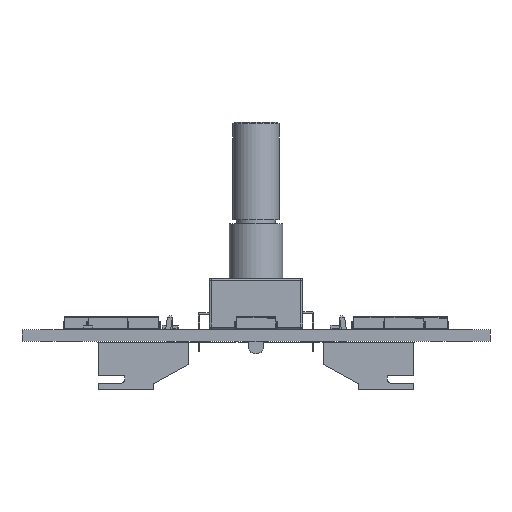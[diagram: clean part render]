
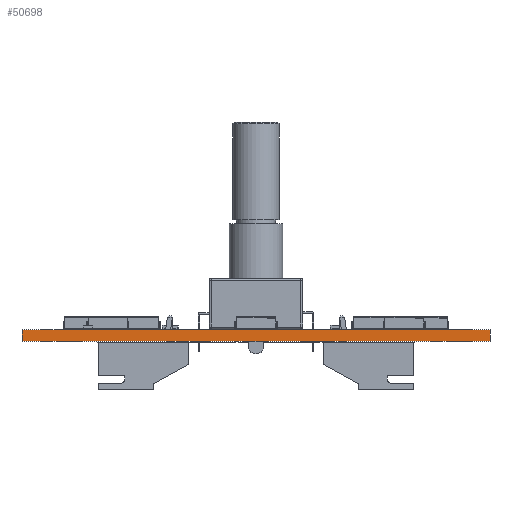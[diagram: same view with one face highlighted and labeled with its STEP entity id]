
A CAD part, front view. The second image highlights one B-rep face of the part: STEP entity #50698.
In plain terms, the highlighted planar face has unit normal (0, -1, 0).
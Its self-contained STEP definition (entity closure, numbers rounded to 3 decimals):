
#50698 = ADVANCED_FACE('',(#50699),#50733,.T.);
#50699 = FACE_BOUND('',#50700,.T.);
#50700 = EDGE_LOOP('',(#50701,#50711,#50719,#50727));
#50701 = ORIENTED_EDGE('',*,*,#50702,.T.);
#50702 = EDGE_CURVE('',#50703,#50705,#50707,.T.);
#50703 = VERTEX_POINT('',#50704);
#50704 = CARTESIAN_POINT('',(30.,-46.,0.));
#50705 = VERTEX_POINT('',#50706);
#50706 = CARTESIAN_POINT('',(30.,-46.,1.51));
#50707 = LINE('',#50708,#50709);
#50708 = CARTESIAN_POINT('',(30.,-46.,0.));
#50709 = VECTOR('',#50710,1.);
#50710 = DIRECTION('',(0.,0.,1.));
#50711 = ORIENTED_EDGE('',*,*,#50712,.T.);
#50712 = EDGE_CURVE('',#50705,#50713,#50715,.T.);
#50713 = VERTEX_POINT('',#50714);
#50714 = CARTESIAN_POINT('',(-30.,-46.,1.51));
#50715 = LINE('',#50716,#50717);
#50716 = CARTESIAN_POINT('',(30.,-46.,1.51));
#50717 = VECTOR('',#50718,1.);
#50718 = DIRECTION('',(-1.,0.,0.));
#50719 = ORIENTED_EDGE('',*,*,#50720,.F.);
#50720 = EDGE_CURVE('',#50721,#50713,#50723,.T.);
#50721 = VERTEX_POINT('',#50722);
#50722 = CARTESIAN_POINT('',(-30.,-46.,0.));
#50723 = LINE('',#50724,#50725);
#50724 = CARTESIAN_POINT('',(-30.,-46.,0.));
#50725 = VECTOR('',#50726,1.);
#50726 = DIRECTION('',(0.,0.,1.));
#50727 = ORIENTED_EDGE('',*,*,#50728,.F.);
#50728 = EDGE_CURVE('',#50703,#50721,#50729,.T.);
#50729 = LINE('',#50730,#50731);
#50730 = CARTESIAN_POINT('',(30.,-46.,0.));
#50731 = VECTOR('',#50732,1.);
#50732 = DIRECTION('',(-1.,0.,0.));
#50733 = PLANE('',#50734);
#50734 = AXIS2_PLACEMENT_3D('',#50735,#50736,#50737);
#50735 = CARTESIAN_POINT('',(30.,-46.,0.));
#50736 = DIRECTION('',(0.,-1.,0.));
#50737 = DIRECTION('',(-1.,0.,0.));
